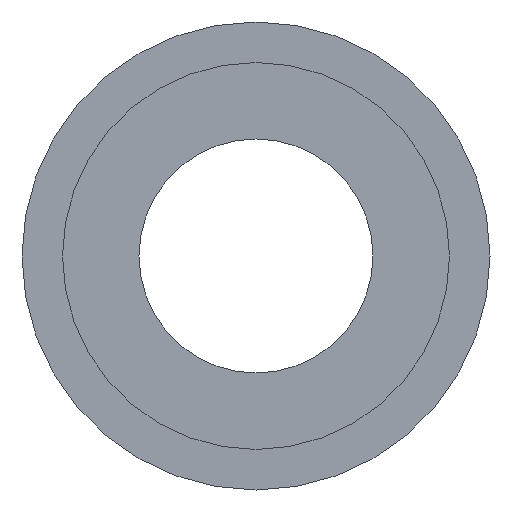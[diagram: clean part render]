
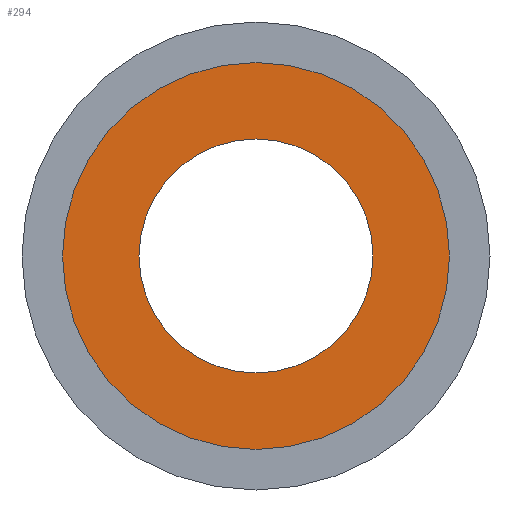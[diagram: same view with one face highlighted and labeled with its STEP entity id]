
A CAD part, front view. The second image highlights one B-rep face of the part: STEP entity #294.
In plain terms, the highlighted planar face has unit normal (0, -1, 0).
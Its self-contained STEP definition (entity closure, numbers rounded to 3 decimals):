
#1 = CARTESIAN_POINT ( 'NONE',  ( 0., 5.5, 0. ) ) ;
#14 = ORIENTED_EDGE ( 'NONE', *, *, #390, .F. ) ;
#21 = VERTEX_POINT ( 'NONE', #381 ) ;
#23 = EDGE_CURVE ( 'NONE', #405, #21, #207, .T. ) ;
#41 = CARTESIAN_POINT ( 'NONE',  ( 0., 5.5, 0. ) ) ;
#54 = AXIS2_PLACEMENT_3D ( 'NONE', #217, #252, #127 ) ;
#55 = AXIS2_PLACEMENT_3D ( 'NONE', #395, #398, #244 ) ;
#70 = EDGE_CURVE ( 'NONE', #21, #405, #195, .T. ) ;
#87 = CARTESIAN_POINT ( 'NONE',  ( 0., 5.5, 0. ) ) ;
#122 = FACE_BOUND ( 'NONE', #177, .T. ) ;
#127 = DIRECTION ( 'NONE',  ( 0., 0., -1. ) ) ;
#148 = CIRCLE ( 'NONE', #298, 12.7 ) ;
#155 = VERTEX_POINT ( 'NONE', #352 ) ;
#177 = EDGE_LOOP ( 'NONE', ( #14, #270 ) ) ;
#178 = CARTESIAN_POINT ( 'NONE',  ( 0., 5.5, 21.6 ) ) ;
#194 = ORIENTED_EDGE ( 'NONE', *, *, #23, .T. ) ;
#195 = CIRCLE ( 'NONE', #376, 21.6 ) ;
#207 = CIRCLE ( 'NONE', #54, 21.6 ) ;
#209 = DIRECTION ( 'NONE',  ( 0., 0., -1. ) ) ;
#211 = DIRECTION ( 'NONE',  ( 0., -1., 0. ) ) ;
#213 = CIRCLE ( 'NONE', #265, 12.7 ) ;
#217 = CARTESIAN_POINT ( 'NONE',  ( 0., 5.5, 0. ) ) ;
#219 = DIRECTION ( 'NONE',  ( 0., 0., -1. ) ) ;
#238 = DIRECTION ( 'NONE',  ( 0., 0., -1. ) ) ;
#244 = DIRECTION ( 'NONE',  ( 0., 0., -1. ) ) ;
#252 = DIRECTION ( 'NONE',  ( 0., -1., 0. ) ) ;
#265 = AXIS2_PLACEMENT_3D ( 'NONE', #87, #211, #209 ) ;
#270 = ORIENTED_EDGE ( 'NONE', *, *, #281, .F. ) ;
#271 = CARTESIAN_POINT ( 'NONE',  ( 0., 5.5, -12.7 ) ) ;
#273 = DIRECTION ( 'NONE',  ( 0., -1., 0. ) ) ;
#276 = FACE_OUTER_BOUND ( 'NONE', #304, .T. ) ;
#281 = EDGE_CURVE ( 'NONE', #155, #302, #148, .T. ) ;
#285 = DIRECTION ( 'NONE',  ( 0., -1., 0. ) ) ;
#294 = ADVANCED_FACE ( 'NONE', ( #276, #122 ), #303, .T. ) ;
#298 = AXIS2_PLACEMENT_3D ( 'NONE', #41, #273, #238 ) ;
#302 = VERTEX_POINT ( 'NONE', #271 ) ;
#303 = PLANE ( 'NONE',  #55 ) ;
#304 = EDGE_LOOP ( 'NONE', ( #399, #194 ) ) ;
#352 = CARTESIAN_POINT ( 'NONE',  ( 0., 5.5, 12.7 ) ) ;
#376 = AXIS2_PLACEMENT_3D ( 'NONE', #1, #285, #219 ) ;
#381 = CARTESIAN_POINT ( 'NONE',  ( 0., 5.5, -21.6 ) ) ;
#390 = EDGE_CURVE ( 'NONE', #302, #155, #213, .T. ) ;
#395 = CARTESIAN_POINT ( 'NONE',  ( 0., 5.5, 0. ) ) ;
#398 = DIRECTION ( 'NONE',  ( 0., -1., 0. ) ) ;
#399 = ORIENTED_EDGE ( 'NONE', *, *, #70, .T. ) ;
#405 = VERTEX_POINT ( 'NONE', #178 ) ;
